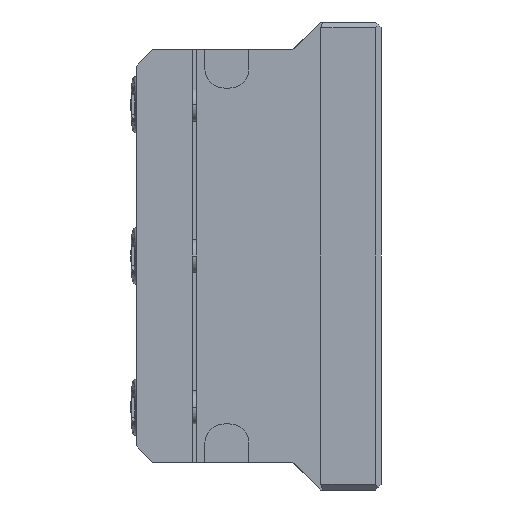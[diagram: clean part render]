
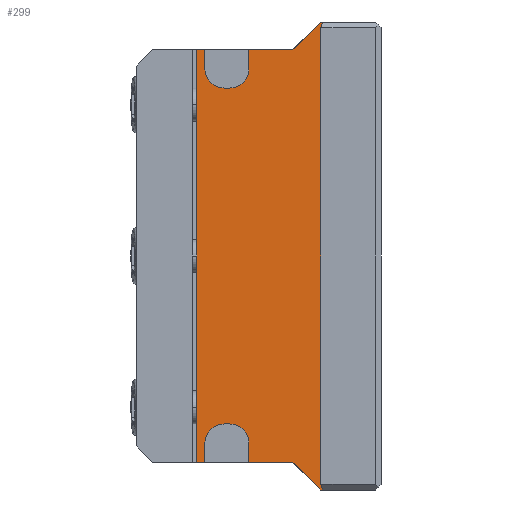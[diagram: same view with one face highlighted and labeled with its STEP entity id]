
A CAD part, left-side view. The second image highlights one B-rep face of the part: STEP entity #299.
In plain terms, the highlighted planar face has unit normal (-1, 0, 0).
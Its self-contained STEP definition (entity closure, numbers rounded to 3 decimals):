
#194=CIRCLE('',#2817,3.5);
#195=CIRCLE('',#2818,3.5);
#196=CIRCLE('',#2819,3.5);
#197=CIRCLE('',#2820,3.5);
#299=ADVANCED_FACE('',(#537),#449,.F.);
#449=PLANE('',#2821);
#537=FACE_OUTER_BOUND('',#672,.T.);
#672=EDGE_LOOP('',(#874,#875,#876,#877,#878,#879,#880,#881,#882,#883,#884,
#885,#886,#887,#888,#889,#890,#891,#892,#893));
#874=ORIENTED_EDGE('',*,*,#1861,.T.);
#875=ORIENTED_EDGE('',*,*,#1862,.F.);
#876=ORIENTED_EDGE('',*,*,#1863,.T.);
#877=ORIENTED_EDGE('',*,*,#1845,.F.);
#878=ORIENTED_EDGE('',*,*,#1860,.F.);
#879=ORIENTED_EDGE('',*,*,#1864,.F.);
#880=ORIENTED_EDGE('',*,*,#1865,.T.);
#881=ORIENTED_EDGE('',*,*,#1866,.T.);
#882=ORIENTED_EDGE('',*,*,#1867,.F.);
#883=ORIENTED_EDGE('',*,*,#1868,.T.);
#884=ORIENTED_EDGE('',*,*,#1869,.F.);
#885=ORIENTED_EDGE('',*,*,#1870,.T.);
#886=ORIENTED_EDGE('',*,*,#1871,.T.);
#887=ORIENTED_EDGE('',*,*,#1872,.T.);
#888=ORIENTED_EDGE('',*,*,#1873,.T.);
#889=ORIENTED_EDGE('',*,*,#1874,.T.);
#890=ORIENTED_EDGE('',*,*,#1875,.F.);
#891=ORIENTED_EDGE('',*,*,#1876,.T.);
#892=ORIENTED_EDGE('',*,*,#1877,.F.);
#893=ORIENTED_EDGE('',*,*,#1878,.T.);
#1597=VERTEX_POINT('',#3959);
#1598=VERTEX_POINT('',#3961);
#1608=VERTEX_POINT('',#3989);
#1609=VERTEX_POINT('',#3993);
#1610=VERTEX_POINT('',#3994);
#1611=VERTEX_POINT('',#3996);
#1612=VERTEX_POINT('',#3999);
#1613=VERTEX_POINT('',#4001);
#1614=VERTEX_POINT('',#4003);
#1615=VERTEX_POINT('',#4005);
#1616=VERTEX_POINT('',#4007);
#1617=VERTEX_POINT('',#4009);
#1618=VERTEX_POINT('',#4011);
#1619=VERTEX_POINT('',#4013);
#1620=VERTEX_POINT('',#4015);
#1621=VERTEX_POINT('',#4017);
#1622=VERTEX_POINT('',#4019);
#1623=VERTEX_POINT('',#4021);
#1624=VERTEX_POINT('',#4023);
#1625=VERTEX_POINT('',#4025);
#1845=EDGE_CURVE('',#1597,#1598,#2222,.T.);
#1860=EDGE_CURVE('',#1608,#1597,#2237,.T.);
#1861=EDGE_CURVE('',#1609,#1610,#2238,.T.);
#1862=EDGE_CURVE('',#1611,#1610,#2239,.T.);
#1863=EDGE_CURVE('',#1611,#1598,#2240,.T.);
#1864=EDGE_CURVE('',#1612,#1608,#2241,.T.);
#1865=EDGE_CURVE('',#1612,#1613,#2242,.T.);
#1866=EDGE_CURVE('',#1613,#1614,#2243,.T.);
#1867=EDGE_CURVE('',#1615,#1614,#194,.T.);
#1868=EDGE_CURVE('',#1615,#1616,#2244,.T.);
#1869=EDGE_CURVE('',#1617,#1616,#195,.T.);
#1870=EDGE_CURVE('',#1617,#1618,#2245,.T.);
#1871=EDGE_CURVE('',#1618,#1619,#2246,.T.);
#1872=EDGE_CURVE('',#1619,#1620,#2247,.T.);
#1873=EDGE_CURVE('',#1620,#1621,#2248,.T.);
#1874=EDGE_CURVE('',#1621,#1622,#2249,.T.);
#1875=EDGE_CURVE('',#1623,#1622,#196,.T.);
#1876=EDGE_CURVE('',#1623,#1624,#2250,.T.);
#1877=EDGE_CURVE('',#1625,#1624,#197,.T.);
#1878=EDGE_CURVE('',#1625,#1609,#2251,.T.);
#2222=LINE('',#3960,#2465);
#2237=LINE('',#3990,#2480);
#2238=LINE('',#3992,#2481);
#2239=LINE('',#3995,#2482);
#2240=LINE('',#3997,#2483);
#2241=LINE('',#3998,#2484);
#2242=LINE('',#4000,#2485);
#2243=LINE('',#4002,#2486);
#2244=LINE('',#4006,#2487);
#2245=LINE('',#4010,#2488);
#2246=LINE('',#4012,#2489);
#2247=LINE('',#4014,#2490);
#2248=LINE('',#4016,#2491);
#2249=LINE('',#4018,#2492);
#2250=LINE('',#4022,#2493);
#2251=LINE('',#4026,#2494);
#2465=VECTOR('',#3139,1.);
#2480=VECTOR('',#3162,1.);
#2481=VECTOR('',#3165,1.);
#2482=VECTOR('',#3166,1.);
#2483=VECTOR('',#3167,1.);
#2484=VECTOR('',#3168,1.);
#2485=VECTOR('',#3169,1.);
#2486=VECTOR('',#3170,1.);
#2487=VECTOR('',#3173,1.);
#2488=VECTOR('',#3176,1.);
#2489=VECTOR('',#3177,1.);
#2490=VECTOR('',#3178,1.);
#2491=VECTOR('',#3179,1.);
#2492=VECTOR('',#3180,1.);
#2493=VECTOR('',#3183,1.);
#2494=VECTOR('',#3186,1.);
#2817=AXIS2_PLACEMENT_3D('',#4004,#3171,#3172);
#2818=AXIS2_PLACEMENT_3D('',#4008,#3174,#3175);
#2819=AXIS2_PLACEMENT_3D('',#4020,#3181,#3182);
#2820=AXIS2_PLACEMENT_3D('',#4024,#3184,#3185);
#2821=AXIS2_PLACEMENT_3D('',#4027,#3187,#3188);
#3139=DIRECTION('',(0.,0.,-1.));
#3162=DIRECTION('',(0.,-1.,0.));
#3165=DIRECTION('',(0.,-1.,0.));
#3166=DIRECTION('',(0.,0.707,0.707));
#3167=DIRECTION('',(0.,-1.,0.));
#3168=DIRECTION('',(0.,-0.707,0.707));
#3169=DIRECTION('',(0.,1.,0.));
#3170=DIRECTION('',(0.,0.,-1.));
#3171=DIRECTION('',(-1.,0.,0.));
#3172=DIRECTION('',(0.,0.,-1.));
#3173=DIRECTION('',(0.,1.,0.));
#3174=DIRECTION('',(-1.,0.,0.));
#3175=DIRECTION('',(0.,1.,0.));
#3176=DIRECTION('',(0.,0.,1.));
#3177=DIRECTION('',(0.,1.,0.));
#3178=DIRECTION('',(0.,0.,-1.));
#3179=DIRECTION('',(0.,-1.,0.));
#3180=DIRECTION('',(0.,0.,1.));
#3181=DIRECTION('',(-1.,0.,0.));
#3182=DIRECTION('',(0.,0.,1.));
#3183=DIRECTION('',(0.,-1.,0.));
#3184=DIRECTION('',(-1.,0.,0.));
#3185=DIRECTION('',(0.,-1.,0.));
#3186=DIRECTION('',(0.,0.,-1.));
#3187=DIRECTION('',(1.,0.,0.));
#3188=DIRECTION('',(0.,1.,0.));
#3959=CARTESIAN_POINT('',(-34.5,-1.4,6.));
#3960=CARTESIAN_POINT('',(-34.5,-1.4,6.));
#3961=CARTESIAN_POINT('',(-34.5,-1.4,-79.));
#3989=CARTESIAN_POINT('',(-34.5,0.,6.));
#3990=CARTESIAN_POINT('',(-34.5,0.,6.));
#3992=CARTESIAN_POINT('',(-34.5,13.,-74.));
#3993=CARTESIAN_POINT('',(-34.5,13.,-74.));
#3994=CARTESIAN_POINT('',(-34.5,5.,-74.));
#3995=CARTESIAN_POINT('',(-34.5,0.,-79.));
#3996=CARTESIAN_POINT('',(-34.5,0.,-79.));
#3997=CARTESIAN_POINT('',(-34.5,0.,-79.));
#3998=CARTESIAN_POINT('',(-34.5,5.,1.));
#3999=CARTESIAN_POINT('',(-34.5,5.,1.));
#4000=CARTESIAN_POINT('',(-34.5,5.,1.));
#4001=CARTESIAN_POINT('',(-34.5,13.,1.));
#4002=CARTESIAN_POINT('',(-34.5,13.,1.));
#4003=CARTESIAN_POINT('',(-34.5,13.,-2.5));
#4004=CARTESIAN_POINT('',(-34.5,16.5,-2.5));
#4005=CARTESIAN_POINT('',(-34.5,16.5,-6.));
#4006=CARTESIAN_POINT('',(-34.5,16.5,-6.));
#4007=CARTESIAN_POINT('',(-34.5,17.5,-6.));
#4008=CARTESIAN_POINT('',(-34.5,17.5,-2.5));
#4009=CARTESIAN_POINT('',(-34.5,21.,-2.5));
#4010=CARTESIAN_POINT('',(-34.5,21.,-2.5));
#4011=CARTESIAN_POINT('',(-34.5,21.,1.));
#4012=CARTESIAN_POINT('',(-34.5,21.,1.));
#4013=CARTESIAN_POINT('',(-34.5,22.5,1.));
#4014=CARTESIAN_POINT('',(-34.5,22.5,1.));
#4015=CARTESIAN_POINT('',(-34.5,22.5,-74.));
#4016=CARTESIAN_POINT('',(-34.5,22.5,-74.));
#4017=CARTESIAN_POINT('',(-34.5,21.,-74.));
#4018=CARTESIAN_POINT('',(-34.5,21.,-74.));
#4019=CARTESIAN_POINT('',(-34.5,21.,-70.5));
#4020=CARTESIAN_POINT('',(-34.5,17.5,-70.5));
#4021=CARTESIAN_POINT('',(-34.5,17.5,-67.));
#4022=CARTESIAN_POINT('',(-34.5,17.5,-67.));
#4023=CARTESIAN_POINT('',(-34.5,16.5,-67.));
#4024=CARTESIAN_POINT('',(-34.5,16.5,-70.5));
#4025=CARTESIAN_POINT('',(-34.5,13.,-70.5));
#4026=CARTESIAN_POINT('',(-34.5,13.,-70.5));
#4027=CARTESIAN_POINT('',(-34.5,10.55,-36.5));
